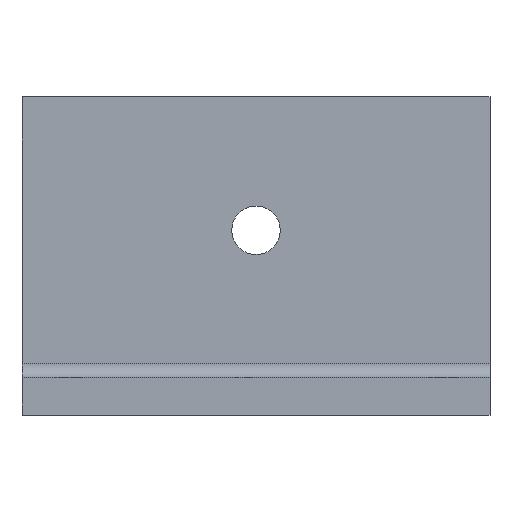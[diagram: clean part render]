
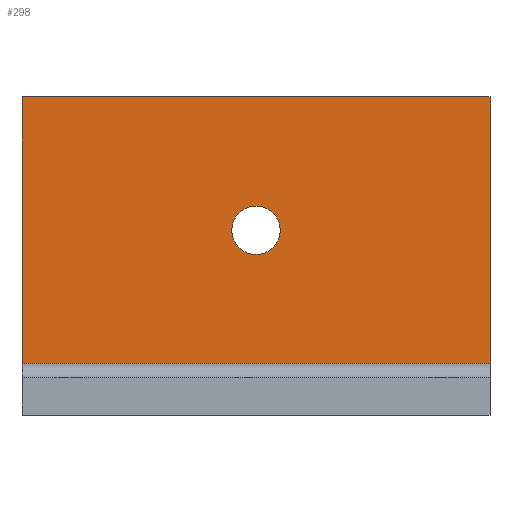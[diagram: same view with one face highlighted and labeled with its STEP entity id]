
A CAD part, front view. The second image highlights one B-rep face of the part: STEP entity #298.
In plain terms, the highlighted planar face has unit normal (0, -1, 0).
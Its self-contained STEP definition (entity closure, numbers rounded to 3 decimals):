
#23=FACE_BOUND('',#68,.T.);
#29=PLANE('',#341);
#44=FACE_OUTER_BOUND('',#67,.T.);
#67=EDGE_LOOP('',(#262,#263,#264,#265));
#68=EDGE_LOOP('',(#266));
#80=LINE('',#468,#105);
#85=LINE('',#481,#110);
#94=LINE('',#502,#119);
#96=LINE('',#506,#121);
#105=VECTOR('',#384,10.);
#110=VECTOR('',#393,10.);
#119=VECTOR('',#416,10.);
#121=VECTOR('',#422,10.);
#136=CIRCLE('',#336,5.175);
#150=VERTEX_POINT('',#465);
#151=VERTEX_POINT('',#467);
#156=VERTEX_POINT('',#478);
#157=VERTEX_POINT('',#480);
#162=VERTEX_POINT('',#492);
#180=EDGE_CURVE('',#150,#151,#80,.T.);
#186=EDGE_CURVE('',#156,#157,#85,.T.);
#193=EDGE_CURVE('',#162,#162,#136,.T.);
#198=EDGE_CURVE('',#157,#150,#94,.T.);
#200=EDGE_CURVE('',#151,#156,#96,.T.);
#262=ORIENTED_EDGE('',*,*,#198,.F.);
#263=ORIENTED_EDGE('',*,*,#186,.F.);
#264=ORIENTED_EDGE('',*,*,#200,.F.);
#265=ORIENTED_EDGE('',*,*,#180,.F.);
#266=ORIENTED_EDGE('',*,*,#193,.T.);
#298=ADVANCED_FACE('',(#44,#23),#29,.T.);
#336=AXIS2_PLACEMENT_3D('',#494,#404,#405);
#341=AXIS2_PLACEMENT_3D('',#505,#420,#421);
#384=DIRECTION('',(0.,0.,1.));
#393=DIRECTION('',(0.,0.,-1.));
#404=DIRECTION('center_axis',(0.,1.,0.));
#405=DIRECTION('ref_axis',(-1.,0.,0.));
#416=DIRECTION('',(-1.,0.,0.));
#420=DIRECTION('center_axis',(0.,-1.,0.));
#421=DIRECTION('ref_axis',(0.,0.,-1.));
#422=DIRECTION('',(1.,0.,0.));
#465=CARTESIAN_POINT('',(0.,-455.317,14.114));
#467=CARTESIAN_POINT('',(0.,-455.317,71.114));
#468=CARTESIAN_POINT('',(0.,-455.317,71.114));
#478=CARTESIAN_POINT('',(100.,-455.317,71.114));
#480=CARTESIAN_POINT('',(100.,-455.317,14.114));
#481=CARTESIAN_POINT('',(100.,-455.317,71.114));
#492=CARTESIAN_POINT('',(55.175,-455.317,42.614));
#494=CARTESIAN_POINT('Origin',(50.,-455.317,42.614));
#502=CARTESIAN_POINT('',(15.,-455.317,14.114));
#505=CARTESIAN_POINT('Origin',(15.,-455.317,71.114));
#506=CARTESIAN_POINT('',(15.,-455.317,71.114));
